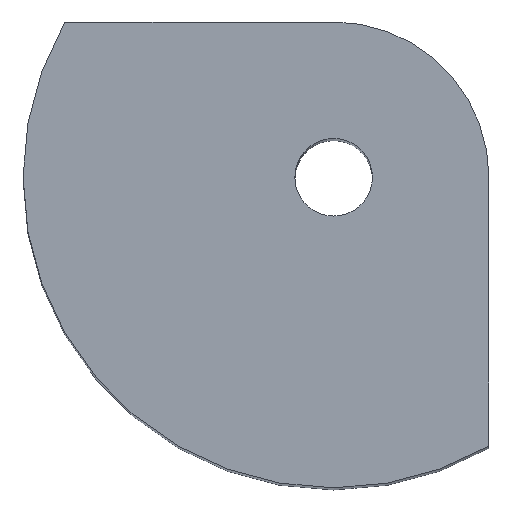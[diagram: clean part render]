
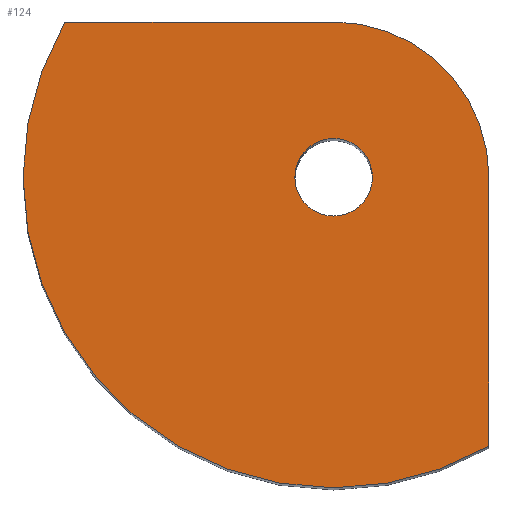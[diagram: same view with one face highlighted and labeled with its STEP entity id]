
A CAD part, top view. The second image highlights one B-rep face of the part: STEP entity #124.
In plain terms, the highlighted planar face has unit normal (0, 0, 1).
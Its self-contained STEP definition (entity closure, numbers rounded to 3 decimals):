
#15=FACE_BOUND('',#34,.T.);
#19=PLANE('',#151);
#26=FACE_OUTER_BOUND('',#33,.T.);
#33=EDGE_LOOP('',(#106,#107,#108,#109));
#34=EDGE_LOOP('',(#110));
#40=LINE('',#204,#49);
#44=LINE('',#216,#53);
#49=VECTOR('',#166,10.);
#53=VECTOR('',#178,10.);
#55=CIRCLE('',#141,0.5);
#58=CIRCLE('',#146,2.);
#60=CIRCLE('',#150,4.);
#61=VERTEX_POINT('',#192);
#65=VERTEX_POINT('',#201);
#66=VERTEX_POINT('',#203);
#68=VERTEX_POINT('',#209);
#70=VERTEX_POINT('',#215);
#71=EDGE_CURVE('',#61,#61,#55,.T.);
#76=EDGE_CURVE('',#66,#65,#40,.T.);
#79=EDGE_CURVE('',#68,#66,#58,.T.);
#82=EDGE_CURVE('',#70,#68,#44,.T.);
#85=EDGE_CURVE('',#65,#70,#60,.T.);
#106=ORIENTED_EDGE('',*,*,#85,.T.);
#107=ORIENTED_EDGE('',*,*,#82,.T.);
#108=ORIENTED_EDGE('',*,*,#79,.T.);
#109=ORIENTED_EDGE('',*,*,#76,.T.);
#110=ORIENTED_EDGE('',*,*,#71,.T.);
#124=ADVANCED_FACE('',(#26,#15),#19,.T.);
#141=AXIS2_PLACEMENT_3D('',#193,#157,#158);
#146=AXIS2_PLACEMENT_3D('',#210,#172,#173);
#150=AXIS2_PLACEMENT_3D('',#220,#184,#185);
#151=AXIS2_PLACEMENT_3D('',#221,#186,#187);
#157=DIRECTION('center_axis',(0.,0.,-1.));
#158=DIRECTION('ref_axis',(1.,0.,0.));
#166=DIRECTION('',(-1.,0.,0.));
#172=DIRECTION('center_axis',(0.,0.,1.));
#173=DIRECTION('ref_axis',(1.,0.,0.));
#178=DIRECTION('',(0.,1.,0.));
#184=DIRECTION('center_axis',(0.,0.,1.));
#185=DIRECTION('ref_axis',(-0.866,0.5,0.));
#186=DIRECTION('center_axis',(0.,0.,1.));
#187=DIRECTION('ref_axis',(1.,0.,0.));
#192=CARTESIAN_POINT('',(-0.5,0.,16.));
#193=CARTESIAN_POINT('Origin',(0.,0.,16.));
#201=CARTESIAN_POINT('',(-3.464,2.,16.));
#203=CARTESIAN_POINT('',(0.,2.,16.));
#204=CARTESIAN_POINT('',(-3.464,2.,16.));
#209=CARTESIAN_POINT('',(2.,0.,16.));
#210=CARTESIAN_POINT('Origin',(0.,0.,16.));
#215=CARTESIAN_POINT('',(2.,-3.464,16.));
#216=CARTESIAN_POINT('',(2.,0.,16.));
#220=CARTESIAN_POINT('Origin',(0.,0.,16.));
#221=CARTESIAN_POINT('Origin',(-1.,-1.,16.));
